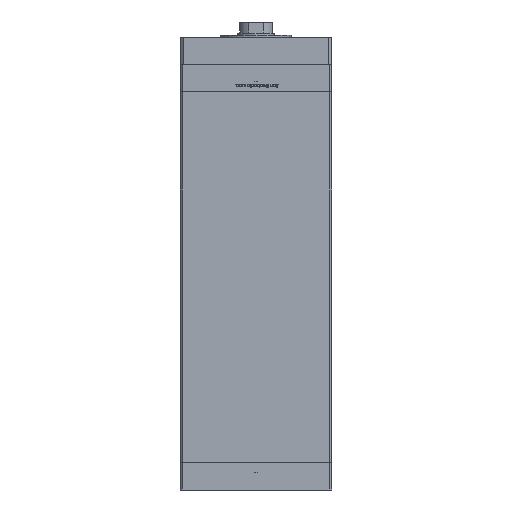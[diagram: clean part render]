
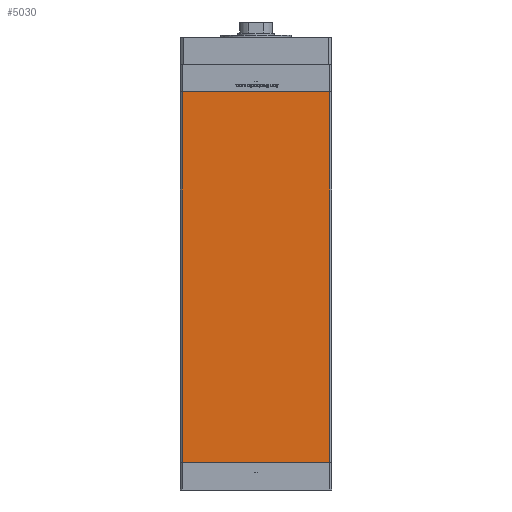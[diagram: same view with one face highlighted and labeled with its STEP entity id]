
A CAD part, front view. The second image highlights one B-rep face of the part: STEP entity #5030.
In plain terms, the highlighted planar face has unit normal (0, -1, 0).
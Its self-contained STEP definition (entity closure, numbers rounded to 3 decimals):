
#91 = CARTESIAN_POINT ( 'NONE',  ( 73., -62.5, 367. ) ) ;
#1953 = LINE ( 'NONE', #18331, #44139 ) ;
#2881 = VERTEX_POINT ( 'NONE', #48908 ) ;
#5030 = ADVANCED_FACE ( 'NONE', ( #22637 ), #14049, .F. ) ;
#6993 = LINE ( 'NONE', #19088, #51475 ) ;
#9292 = ORIENTED_EDGE ( 'NONE', *, *, #14258, .T. ) ;
#9444 = ORIENTED_EDGE ( 'NONE', *, *, #20477, .F. ) ;
#11602 = VERTEX_POINT ( 'NONE', #28077 ) ;
#13274 = DIRECTION ( 'NONE',  ( 0., 0., 1. ) ) ;
#14049 = PLANE ( 'NONE',  #28982 ) ;
#14258 = EDGE_CURVE ( 'NONE', #11602, #2881, #6993, .T. ) ;
#17811 = ORIENTED_EDGE ( 'NONE', *, *, #18229, .T. ) ;
#18229 = EDGE_CURVE ( 'NONE', #23372, #11602, #22194, .T. ) ;
#18331 = CARTESIAN_POINT ( 'NONE',  ( -73., -62.5, 367. ) ) ;
#19088 = CARTESIAN_POINT ( 'NONE',  ( -73., -62.5, 0. ) ) ;
#20477 = EDGE_CURVE ( 'NONE', #20746, #2881, #38042, .T. ) ;
#20746 = VERTEX_POINT ( 'NONE', #91 ) ;
#22194 = LINE ( 'NONE', #46977, #49875 ) ;
#22637 = FACE_OUTER_BOUND ( 'NONE', #48603, .T. ) ;
#23372 = VERTEX_POINT ( 'NONE', #41399 ) ;
#24871 = CARTESIAN_POINT ( 'NONE',  ( 73., -62.5, 367. ) ) ;
#25652 = DIRECTION ( 'NONE',  ( 0., 0., -1. ) ) ;
#26677 = DIRECTION ( 'NONE',  ( 0., 1., 0. ) ) ;
#28077 = CARTESIAN_POINT ( 'NONE',  ( -73., -62.5, 0. ) ) ;
#28982 = AXIS2_PLACEMENT_3D ( 'NONE', #50958, #26677, #13274 ) ;
#34585 = DIRECTION ( 'NONE',  ( 0., 0., -1. ) ) ;
#34752 = DIRECTION ( 'NONE',  ( 1., 0., 0. ) ) ;
#38042 = LINE ( 'NONE', #24871, #39615 ) ;
#39615 = VECTOR ( 'NONE', #25652, 1000. ) ;
#41399 = CARTESIAN_POINT ( 'NONE',  ( -73., -62.5, 367. ) ) ;
#42606 = DIRECTION ( 'NONE',  ( 1., 0., 0. ) ) ;
#44139 = VECTOR ( 'NONE', #34752, 1000. ) ;
#46977 = CARTESIAN_POINT ( 'NONE',  ( -73., -62.5, 367. ) ) ;
#48603 = EDGE_LOOP ( 'NONE', ( #9292, #9444, #50753, #17811 ) ) ;
#48908 = CARTESIAN_POINT ( 'NONE',  ( 73., -62.5, 0. ) ) ;
#49875 = VECTOR ( 'NONE', #34585, 1000. ) ;
#50753 = ORIENTED_EDGE ( 'NONE', *, *, #52490, .F. ) ;
#50958 = CARTESIAN_POINT ( 'NONE',  ( -73., -62.5, 367. ) ) ;
#51475 = VECTOR ( 'NONE', #42606, 1000. ) ;
#52490 = EDGE_CURVE ( 'NONE', #23372, #20746, #1953, .T. ) ;
